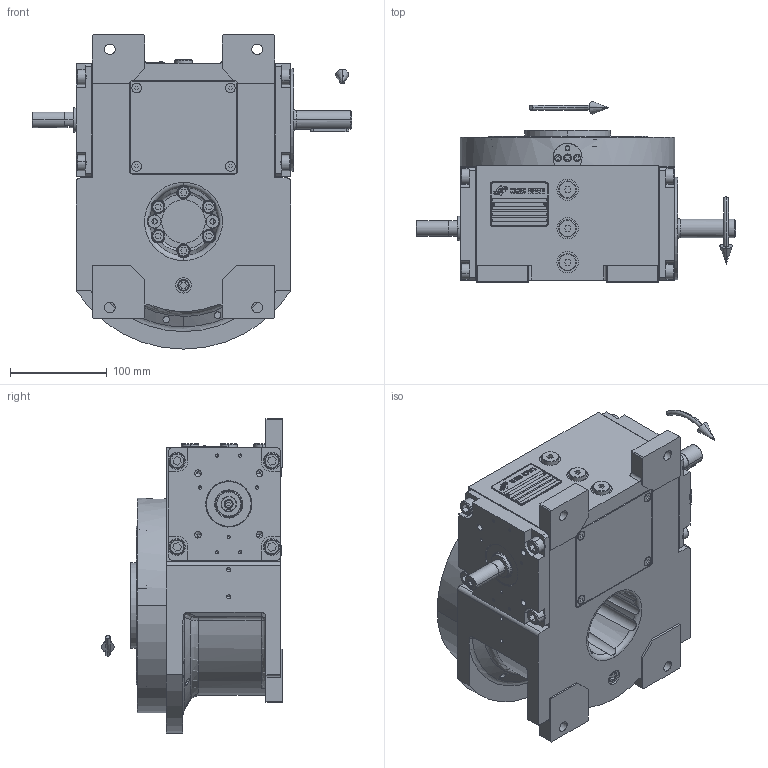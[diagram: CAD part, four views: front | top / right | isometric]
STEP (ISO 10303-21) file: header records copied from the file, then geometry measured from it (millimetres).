
FILE_DESCRIPTION (( 'STEP AP203' ), '1' );
FILE_NAME ('PC5200559.step', '2024-08-26T06:29:25', ( '' ), ( '' ), 'SwSTEP 2.0', 'SolidWorks 2020', '' );
FILE_SCHEMA (( 'CONFIG_CONTROL_DESIGN' ));
Length unit declared in the file: millimetre
Products named in the file (79): cfn2115_02_182; cfn2003_01_054; CFN2223_01-570X6-B.stp; AS_rig06_004_s_001; cfn2077_01_018; CFN2010_02_002.stp; 9004_2512; CFN2010_01_012.stp; CFN2203_02_001.stp; cfn2151_01_109; cfn2000_01_124; rig06_001_a; cfn2128_04_004; 900_38_30_003; RIG06_005_ASM.stp; cfn2000_01_126; rig06_005_n_01; cfn2155_01_056; freccia_angolare_albero; RIG06_021_AF0.stp; CFN2356_03_047.stp; cfn2476_01_002_60x46; AS_rig06_004; cfn2000_01_103; AS_rig06_002_bl_003; cfn2070_05_005; AS_rig06_015; cfn2155_01_303; cfn2276_01_074; rig06_071_08_m_asm.stp; olio_agip_blasia_150; rig06_004_s_001; cfn2000_01_161; AS_rig06_071_8_m; rig06_004; PC5200559; cfn2151_01_090; freccia_angolare; AS_rig06_016; AS_cfn2476_01_002_60x46 ...
Assembly tree (72 placements, depth 5):
  CFN2223_01-570X6-B.stp
  cfn2077_01_018
  CFN2010_01_012.stp
  CFN2203_02_001.stp
  cfn2151_01_109
Bounding box: 330.5 x 187 x 325 mm (x, y, z)
Volume: 2335845 mm3; surface area: 762363.2 mm2
Topology: 63 solids, 63 shells, 1994 faces, 4950 edges, 3178 vertices
Faces by surface type: plane 1021, cylinder 641, cone 300, torus 20, bspline 6, sphere 6
Entity records: 68496 total; most frequent: CARTESIAN_POINT 14971, DIRECTION 9529, ORIENTED_EDGE 9180, EDGE_CURVE 4590, AXIS2_PLACEMENT_3D 3283, VERTEX_POINT 2997, LINE 2963, VECTOR 2963
